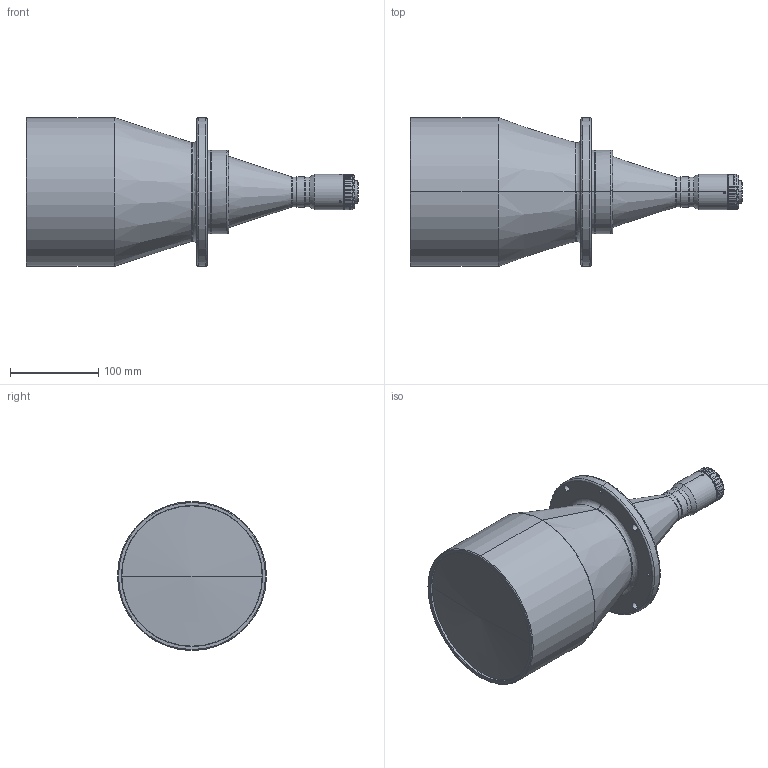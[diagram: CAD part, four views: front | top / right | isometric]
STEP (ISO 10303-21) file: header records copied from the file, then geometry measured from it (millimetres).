
FILE_DESCRIPTION (( 'STEP AP203' ), '1' );
FILE_NAME ('DTCM110-136-AL.STEP', '2019-11-18T10:00:46', ( 'Windows 蚚誧' ), ( '' ), 'SwSTEP 2.0', 'SolidWorks 2017', '' );
FILE_SCHEMA (( 'CONFIG_CONTROL_DESIGN' ));
Length unit declared in the file: millimetre
Products named in the file (1): DTCM110-136-AL
Bounding box: 376.91 x 169 x 169 mm (x, y, z)
Volume: 4359846 mm3; surface area: 187067.3 mm2
Topology: 2 solids, 2 shells, 177 faces, 445 edges, 277 vertices
Faces by surface type: cylinder 82, cone 61, plane 21, bspline 12, torus 1
Entity records: 6374 total; most frequent: CARTESIAN_POINT 2147, ORIENTED_EDGE 878, DIRECTION 866, EDGE_CURVE 439, AXIS2_PLACEMENT_3D 359, VERTEX_POINT 277, EDGE_LOOP 206, CIRCLE 193
